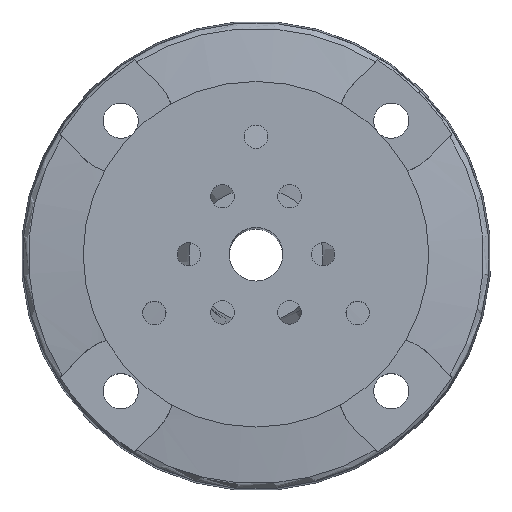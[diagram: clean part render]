
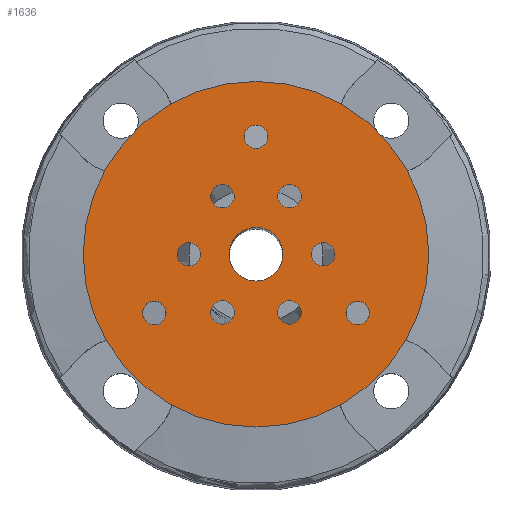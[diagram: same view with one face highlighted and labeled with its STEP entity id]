
A CAD part, top view. The second image highlights one B-rep face of the part: STEP entity #1636.
In plain terms, the highlighted planar face has unit normal (0, 0, 1).
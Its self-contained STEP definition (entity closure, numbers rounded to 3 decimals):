
#1058=CARTESIAN_POINT('POINT826',(51.5,0.,300.));
#1059=VERTEX_POINT('VERTEX826',#1058);
#1066=CARTESIAN_POINT('POINT827',(-51.5,0.,
   300.));
#1067=VERTEX_POINT('VERTEX827',#1066);
#1068=CARTESIAN_POINT('POS1296',(0.,0.,300.));
#1069=DIRECTION('DIR2009',(0.,0.,1.));
#1070=DIRECTION('DIR2010',(1.,0.,0.));
#1071=AXIS2_PLACEMENT_3D('AXIS714',#1068,#1069,#1070);
#1072=CIRCLE('ELLIPSE342',#1071,51.5);
#1073=EDGE_CURVE('EDGE1244',#1067,#1059,#1072,.T.);
#1099=EDGE_CURVE('EDGE1246',#1059,#1067,#1072,.T.);
#1104=CARTESIAN_POINT('POINT828',(32.061,
   -14.469,300.));
#1105=VERTEX_POINT('VERTEX828',#1104);
#1112=CARTESIAN_POINT('POINT829',(28.561,
   -20.531,300.));
#1113=VERTEX_POINT('VERTEX829',#1112);
#1114=CARTESIAN_POINT('POS1300',(30.311,-17.5,
   300.));
#1115=DIRECTION('DIR2015',(0.,0.,-1.));
#1116=DIRECTION('DIR2016',(0.5,0.866,0.));
#1117=AXIS2_PLACEMENT_3D('AXIS716',#1114,#1115,#1116);
#1118=CIRCLE('ELLIPSE343',#1117,3.5);
#1119=EDGE_CURVE('EDGE1248',#1113,#1105,#1118,.T.);
#1139=EDGE_CURVE('EDGE1250',#1105,#1113,#1118,.T.);
#1144=CARTESIAN_POINT('POINT830',(-3.5,35.,300.));
#1145=VERTEX_POINT('VERTEX830',#1144);
#1152=CARTESIAN_POINT('POINT831',(3.5,35.,300.));
#1153=VERTEX_POINT('VERTEX831',#1152);
#1154=CARTESIAN_POINT('POS1304',(0.,35.,300.
   ));
#1155=DIRECTION('DIR2021',(0.,0.,-1.));
#1156=DIRECTION('DIR2022',(-1.,0.,0.));
#1157=AXIS2_PLACEMENT_3D('AXIS718',#1154,#1155,#1156);
#1158=CIRCLE('ELLIPSE344',#1157,3.5);
#1159=EDGE_CURVE('EDGE1252',#1153,#1145,#1158,.T.);
#1179=EDGE_CURVE('EDGE1254',#1145,#1153,#1158,.T.);
#1184=CARTESIAN_POINT('POINT832',(-28.561,
   -20.531,300.));
#1185=VERTEX_POINT('VERTEX832',#1184);
#1192=CARTESIAN_POINT('POINT833',(-32.061,
   -14.469,300.));
#1193=VERTEX_POINT('VERTEX833',#1192);
#1194=CARTESIAN_POINT('POS1308',(-30.311,-17.5,
   300.));
#1195=DIRECTION('DIR2027',(0.,0.,-1.));
#1196=DIRECTION('DIR2028',(0.5,-0.866,
   0.));
#1197=AXIS2_PLACEMENT_3D('AXIS720',#1194,#1195,#1196);
#1198=CIRCLE('ELLIPSE345',#1197,3.5);
#1199=EDGE_CURVE('EDGE1256',#1193,#1185,#1198,.T.);
#1219=EDGE_CURVE('EDGE1258',#1185,#1193,#1198,.T.);
#1224=CARTESIAN_POINT('POINT834',(13.031,
   -15.571,300.));
#1225=VERTEX_POINT('VERTEX834',#1224);
#1232=CARTESIAN_POINT('POINT835',(6.969,
   -19.071,300.));
#1233=VERTEX_POINT('VERTEX835',#1232);
#1234=CARTESIAN_POINT('POS1312',(10.,-17.321,
   300.));
#1235=DIRECTION('DIR2033',(0.,0.,-1.));
#1236=DIRECTION('DIR2034',(0.866,0.5,0.));
#1237=AXIS2_PLACEMENT_3D('AXIS722',#1234,#1235,#1236);
#1238=CIRCLE('ELLIPSE346',#1237,3.5);
#1239=EDGE_CURVE('EDGE1260',#1233,#1225,#1238,.T.);
#1259=EDGE_CURVE('EDGE1262',#1225,#1233,#1238,.T.);
#1264=CARTESIAN_POINT('POINT836',(20.,3.5,300.));
#1265=VERTEX_POINT('VERTEX836',#1264);
#1272=CARTESIAN_POINT('POINT837',(20.,-3.5,300.));
#1273=VERTEX_POINT('VERTEX837',#1272);
#1274=CARTESIAN_POINT('POS1316',(20.,0.,
   300.));
#1275=DIRECTION('DIR2039',(0.,0.,-1.));
#1276=DIRECTION('DIR2040',(0.,1.,0.));
#1277=AXIS2_PLACEMENT_3D('AXIS724',#1274,#1275,#1276);
#1278=CIRCLE('ELLIPSE347',#1277,3.5);
#1279=EDGE_CURVE('EDGE1264',#1273,#1265,#1278,.T.);
#1299=EDGE_CURVE('EDGE1266',#1265,#1273,#1278,.T.);
#1304=CARTESIAN_POINT('POINT838',(6.969,
   19.071,300.));
#1305=VERTEX_POINT('VERTEX838',#1304);
#1312=CARTESIAN_POINT('POINT839',(13.031,
   15.571,300.));
#1313=VERTEX_POINT('VERTEX839',#1312);
#1314=CARTESIAN_POINT('POS1320',(10.,17.321,300.
   ));
#1315=DIRECTION('DIR2045',(0.,0.,-1.));
#1316=DIRECTION('DIR2046',(-0.866,0.5,0.));
#1317=AXIS2_PLACEMENT_3D('AXIS726',#1314,#1315,#1316);
#1318=CIRCLE('ELLIPSE348',#1317,3.5);
#1319=EDGE_CURVE('EDGE1268',#1313,#1305,#1318,.T.);
#1339=EDGE_CURVE('EDGE1270',#1305,#1313,#1318,.T.);
#1344=CARTESIAN_POINT('POINT840',(-13.031,
   15.571,300.));
#1345=VERTEX_POINT('VERTEX840',#1344);
#1352=CARTESIAN_POINT('POINT841',(-6.969,
   19.071,300.));
#1353=VERTEX_POINT('VERTEX841',#1352);
#1354=CARTESIAN_POINT('POS1324',(-10.,17.321,
   300.));
#1355=DIRECTION('DIR2051',(0.,0.,-1.));
#1356=DIRECTION('DIR2052',(-0.866,-0.5,0.));
#1357=AXIS2_PLACEMENT_3D('AXIS728',#1354,#1355,#1356);
#1358=CIRCLE('ELLIPSE349',#1357,3.5);
#1359=EDGE_CURVE('EDGE1272',#1353,#1345,#1358,.T.);
#1379=EDGE_CURVE('EDGE1274',#1345,#1353,#1358,.T.);
#1384=CARTESIAN_POINT('POINT842',(-20.,-3.5,300.));
#1385=VERTEX_POINT('VERTEX842',#1384);
#1392=CARTESIAN_POINT('POINT843',(-20.,3.5,300.));
#1393=VERTEX_POINT('VERTEX843',#1392);
#1394=CARTESIAN_POINT('POS1328',(-20.,0.,
   300.));
#1395=DIRECTION('DIR2057',(0.,0.,-1.));
#1396=DIRECTION('DIR2058',(0.,-1.,0.));
#1397=AXIS2_PLACEMENT_3D('AXIS730',#1394,#1395,#1396);
#1398=CIRCLE('ELLIPSE350',#1397,3.5);
#1399=EDGE_CURVE('EDGE1276',#1393,#1385,#1398,.T.);
#1419=EDGE_CURVE('EDGE1278',#1385,#1393,#1398,.T.);
#1424=CARTESIAN_POINT('POINT844',(-6.969,
   -19.071,300.));
#1425=VERTEX_POINT('VERTEX844',#1424);
#1432=CARTESIAN_POINT('POINT845',(-13.031,
   -15.571,300.));
#1433=VERTEX_POINT('VERTEX845',#1432);
#1434=CARTESIAN_POINT('POS1332',(-10.,
   -17.321,300.));
#1435=DIRECTION('DIR2063',(0.,0.,-1.));
#1436=DIRECTION('DIR2064',(0.866,-0.5,0.));
#1437=AXIS2_PLACEMENT_3D('AXIS732',#1434,#1435,#1436);
#1438=CIRCLE('ELLIPSE351',#1437,3.5);
#1439=EDGE_CURVE('EDGE1280',#1433,#1425,#1438,.T.);
#1459=EDGE_CURVE('EDGE1282',#1425,#1433,#1438,.T.);
#1576=CARTESIAN_POINT('POINT852',(8.,
   0.,300.));
#1577=VERTEX_POINT('VERTEX852',#1576);
#1578=CARTESIAN_POINT('POINT853',(-8.,
   0.,300.));
#1579=VERTEX_POINT('VERTEX853',#1578);
#1580=CARTESIAN_POINT('POS1343',(0.,0.,300.));
#1581=DIRECTION('DIR2082',(0.,0.,-1.));
#1582=DIRECTION('DIR2083',(1.,0.,0.));
#1583=AXIS2_PLACEMENT_3D('AXIS740',#1580,#1581,#1582);
#1584=CIRCLE('ELLIPSE356',#1583,8.);
#1585=EDGE_CURVE('EDGE1291',#1577,#1579,#1584,.T.);
#1586=ORIENTED_EDGE('COEDGE2553',*,*,#1585,.T.);
#1587=EDGE_CURVE('EDGE1292',#1579,#1577,#1584,.T.);
#1588=ORIENTED_EDGE('COEDGE2554',*,*,#1587,.T.);
#1589=EDGE_LOOP('NONE',(#1586,#1588));
#1590=FACE_BOUND('LOOP1',#1589,.T.);
#1591=ORIENTED_EDGE('COEDGE2555',*,*,#1459,.T.);
#1592=ORIENTED_EDGE('COEDGE2556',*,*,#1439,.T.);
#1593=EDGE_LOOP('NONE',(#1591,#1592));
#1594=FACE_BOUND('LOOP1',#1593,.T.);
#1595=ORIENTED_EDGE('COEDGE2557',*,*,#1419,.T.);
#1596=ORIENTED_EDGE('COEDGE2558',*,*,#1399,.T.);
#1597=EDGE_LOOP('NONE',(#1595,#1596));
#1598=FACE_BOUND('LOOP1',#1597,.T.);
#1599=ORIENTED_EDGE('COEDGE2559',*,*,#1379,.T.);
#1600=ORIENTED_EDGE('COEDGE2560',*,*,#1359,.T.);
#1601=EDGE_LOOP('NONE',(#1599,#1600));
#1602=FACE_BOUND('LOOP1',#1601,.T.);
#1603=ORIENTED_EDGE('COEDGE2561',*,*,#1339,.T.);
#1604=ORIENTED_EDGE('COEDGE2562',*,*,#1319,.T.);
#1605=EDGE_LOOP('NONE',(#1603,#1604));
#1606=FACE_BOUND('LOOP1',#1605,.T.);
#1607=ORIENTED_EDGE('COEDGE2563',*,*,#1299,.T.);
#1608=ORIENTED_EDGE('COEDGE2564',*,*,#1279,.T.);
#1609=EDGE_LOOP('NONE',(#1607,#1608));
#1610=FACE_BOUND('LOOP1',#1609,.T.);
#1611=ORIENTED_EDGE('COEDGE2565',*,*,#1259,.T.);
#1612=ORIENTED_EDGE('COEDGE2566',*,*,#1239,.T.);
#1613=EDGE_LOOP('NONE',(#1611,#1612));
#1614=FACE_BOUND('LOOP1',#1613,.T.);
#1615=ORIENTED_EDGE('COEDGE2567',*,*,#1219,.T.);
#1616=ORIENTED_EDGE('COEDGE2568',*,*,#1199,.T.);
#1617=EDGE_LOOP('NONE',(#1615,#1616));
#1618=FACE_BOUND('LOOP1',#1617,.T.);
#1619=ORIENTED_EDGE('COEDGE2569',*,*,#1179,.T.);
#1620=ORIENTED_EDGE('COEDGE2570',*,*,#1159,.T.);
#1621=EDGE_LOOP('NONE',(#1619,#1620));
#1622=FACE_BOUND('LOOP1',#1621,.T.);
#1623=ORIENTED_EDGE('COEDGE2571',*,*,#1139,.T.);
#1624=ORIENTED_EDGE('COEDGE2572',*,*,#1119,.T.);
#1625=EDGE_LOOP('NONE',(#1623,#1624));
#1626=FACE_BOUND('LOOP1',#1625,.T.);
#1627=ORIENTED_EDGE('COEDGE2573',*,*,#1099,.T.);
#1628=ORIENTED_EDGE('COEDGE2574',*,*,#1073,.T.);
#1629=EDGE_LOOP('NONE',(#1627,#1628));
#1630=FACE_BOUND('LOOP1',#1629,.T.);
#1631=CARTESIAN_POINT('POS1344',(0.,0.,300.));
#1632=DIRECTION('DIR2084',(0.,0.,1.));
#1633=DIRECTION('DIR2085',(1.,0.,0.));
#1634=AXIS2_PLACEMENT_3D('AXIS741',#1631,#1632,#1633);
#1635=PLANE('PLANE202',#1634);
#1636=ADVANCED_FACE('FACE523',(#1590,#1594,#1598,#1602,#1606,#1610,#1614
   ,#1618,#1622,#1626,#1630),#1635,.T.);
